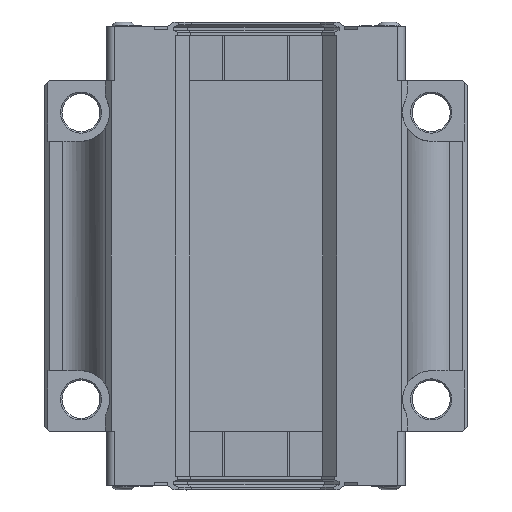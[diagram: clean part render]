
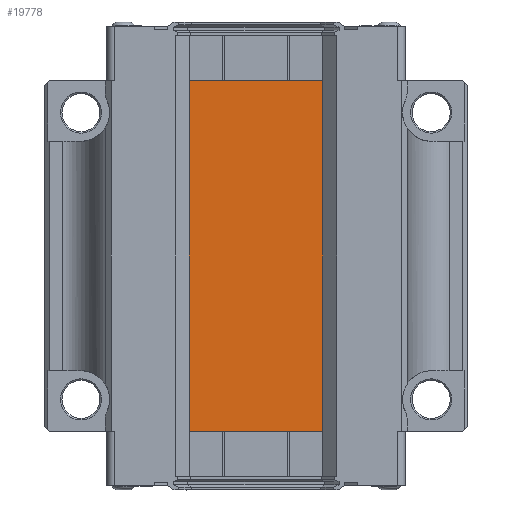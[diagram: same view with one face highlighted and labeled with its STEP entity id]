
A CAD part, front view. The second image highlights one B-rep face of the part: STEP entity #19778.
In plain terms, the highlighted planar face has unit normal (0, -1, 0).
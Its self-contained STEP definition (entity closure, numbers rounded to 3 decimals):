
#266=LINE('',#27766,#2478);
#307=LINE('',#27849,#2519);
#369=LINE('',#28049,#2581);
#410=LINE('',#28132,#2622);
#476=LINE('',#28374,#2688);
#477=LINE('',#28375,#2689);
#478=LINE('',#28376,#2690);
#479=LINE('',#28378,#2691);
#480=LINE('',#28380,#2692);
#481=LINE('',#28381,#2693);
#482=LINE('',#28382,#2694);
#483=LINE('',#28383,#2695);
#2478=VECTOR('',#22479,15.);
#2519=VECTOR('',#22548,15.);
#2581=VECTOR('',#22742,15.);
#2622=VECTOR('',#22811,15.);
#2688=VECTOR('',#23037,146.);
#2689=VECTOR('',#23038,0.649);
#2690=VECTOR('',#23039,44.2);
#2691=VECTOR('',#23040,0.649);
#2692=VECTOR('',#23041,146.);
#2693=VECTOR('',#23042,0.649);
#2694=VECTOR('',#23043,44.2);
#2695=VECTOR('',#23044,0.649);
#5137=FACE_OUTER_BOUND('',#6298,.T.);
#6298=EDGE_LOOP('',(#12822,#12823,#12824,#12825,#12826,#12827,#12828,#12829,
#12830,#12831,#12832,#12833));
#7789=VERTEX_POINT('',#27763);
#7790=VERTEX_POINT('',#27765);
#7817=VERTEX_POINT('',#27847);
#7818=VERTEX_POINT('',#27848);
#7889=VERTEX_POINT('',#28046);
#7890=VERTEX_POINT('',#28048);
#7917=VERTEX_POINT('',#28130);
#7918=VERTEX_POINT('',#28131);
#7995=VERTEX_POINT('',#28372);
#7996=VERTEX_POINT('',#28373);
#7997=VERTEX_POINT('',#28377);
#7998=VERTEX_POINT('',#28379);
#9587=EDGE_CURVE('',#7790,#7789,#266,.T.);
#9628=EDGE_CURVE('',#7817,#7818,#307,.T.);
#9719=EDGE_CURVE('',#7890,#7889,#369,.T.);
#9760=EDGE_CURVE('',#7917,#7918,#410,.T.);
#9863=EDGE_CURVE('',#7995,#7996,#476,.T.);
#9864=EDGE_CURVE('',#7818,#7995,#477,.T.);
#9865=EDGE_CURVE('',#7790,#7817,#478,.T.);
#9866=EDGE_CURVE('',#7997,#7789,#479,.T.);
#9867=EDGE_CURVE('',#7998,#7997,#480,.T.);
#9868=EDGE_CURVE('',#7918,#7998,#481,.T.);
#9869=EDGE_CURVE('',#7890,#7917,#482,.T.);
#9870=EDGE_CURVE('',#7996,#7889,#483,.T.);
#12822=ORIENTED_EDGE('',*,*,#9863,.F.);
#12823=ORIENTED_EDGE('',*,*,#9864,.F.);
#12824=ORIENTED_EDGE('',*,*,#9628,.F.);
#12825=ORIENTED_EDGE('',*,*,#9865,.F.);
#12826=ORIENTED_EDGE('',*,*,#9587,.T.);
#12827=ORIENTED_EDGE('',*,*,#9866,.F.);
#12828=ORIENTED_EDGE('',*,*,#9867,.F.);
#12829=ORIENTED_EDGE('',*,*,#9868,.F.);
#12830=ORIENTED_EDGE('',*,*,#9760,.F.);
#12831=ORIENTED_EDGE('',*,*,#9869,.F.);
#12832=ORIENTED_EDGE('',*,*,#9719,.T.);
#12833=ORIENTED_EDGE('',*,*,#9870,.F.);
#17810=PLANE('',#20991);
#19778=ADVANCED_FACE('',(#5137),#17810,.F.);
#20991=AXIS2_PLACEMENT_3D('',#28371,#23035,#23036);
#22479=DIRECTION('',(0.,0.,1.));
#22548=DIRECTION('',(0.,0.,1.));
#22742=DIRECTION('',(0.,0.,-1.));
#22811=DIRECTION('',(0.,0.,-1.));
#23035=DIRECTION('center_axis',(0.,1.,0.));
#23036=DIRECTION('ref_axis',(0.,0.,1.));
#23037=DIRECTION('',(0.,0.,-1.));
#23038=DIRECTION('',(1.,0.,0.));
#23039=DIRECTION('',(1.,0.,0.));
#23040=DIRECTION('',(1.,0.,0.));
#23041=DIRECTION('',(0.,0.,1.));
#23042=DIRECTION('',(-1.,0.,0.));
#23043=DIRECTION('',(-1.,0.,0.));
#23044=DIRECTION('',(-1.,0.,0.));
#27763=CARTESIAN_POINT('',(-22.1,7.1,73.));
#27765=CARTESIAN_POINT('',(-22.1,7.1,58.));
#27766=CARTESIAN_POINT('',(-22.1,7.1,58.));
#27847=CARTESIAN_POINT('',(22.1,7.1,58.));
#27848=CARTESIAN_POINT('',(22.1,7.1,73.));
#27849=CARTESIAN_POINT('',(22.1,7.1,58.));
#28046=CARTESIAN_POINT('',(22.1,7.1,-73.));
#28048=CARTESIAN_POINT('',(22.1,7.1,-58.));
#28049=CARTESIAN_POINT('',(22.1,7.1,-58.));
#28130=CARTESIAN_POINT('',(-22.1,7.1,-58.));
#28131=CARTESIAN_POINT('',(-22.1,7.1,-73.));
#28132=CARTESIAN_POINT('',(-22.1,7.1,-58.));
#28371=CARTESIAN_POINT('Origin',(22.749,7.1,58.));
#28372=CARTESIAN_POINT('',(22.749,7.1,73.));
#28373=CARTESIAN_POINT('',(22.749,7.1,-73.));
#28374=CARTESIAN_POINT('',(22.749,7.1,58.));
#28375=CARTESIAN_POINT('',(-0.657,7.1,73.));
#28376=CARTESIAN_POINT('',(-22.749,7.1,58.));
#28377=CARTESIAN_POINT('',(-22.749,7.1,73.));
#28378=CARTESIAN_POINT('',(-0.657,7.1,73.));
#28379=CARTESIAN_POINT('',(-22.749,7.1,-73.));
#28380=CARTESIAN_POINT('',(-22.749,7.1,-58.));
#28381=CARTESIAN_POINT('',(-0.657,7.1,-73.));
#28382=CARTESIAN_POINT('',(22.749,7.1,-58.));
#28383=CARTESIAN_POINT('',(-0.657,7.1,-73.));
